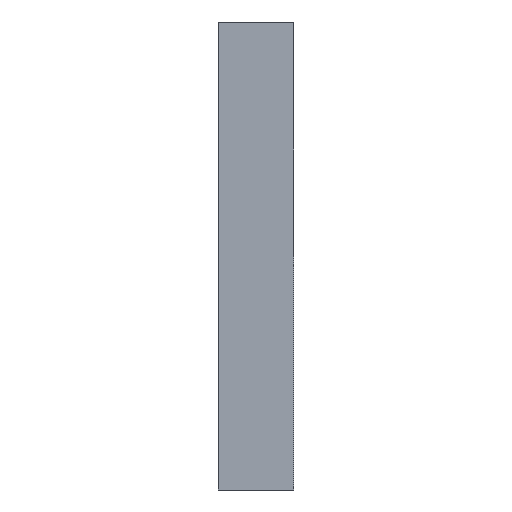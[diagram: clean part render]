
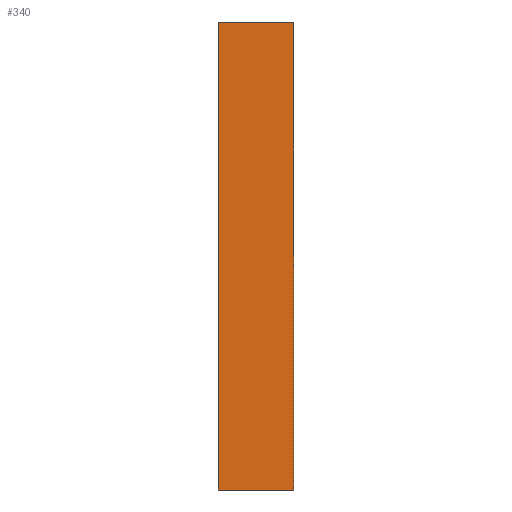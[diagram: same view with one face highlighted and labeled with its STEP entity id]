
A CAD part, left-side view. The second image highlights one B-rep face of the part: STEP entity #340.
In plain terms, the highlighted planar face has unit normal (-1, 0, 0).
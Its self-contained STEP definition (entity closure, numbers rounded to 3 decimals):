
#19 = AXIS2_PLACEMENT_3D ( 'NONE', #1189, #799, #153 ) ;
#52 = PLANE ( 'NONE',  #19 ) ;
#79 = ORIENTED_EDGE ( 'NONE', *, *, #843, .F. ) ;
#127 = CARTESIAN_POINT ( 'NONE',  ( 0., 0., 0. ) ) ;
#134 = EDGE_LOOP ( 'NONE', ( #838, #79, #334, #989 ) ) ;
#143 = DIRECTION ( 'NONE',  ( 0., 0., -1. ) ) ;
#153 = DIRECTION ( 'NONE',  ( 0., 0., 1. ) ) ;
#198 = VERTEX_POINT ( 'NONE', #323 ) ;
#201 = FACE_OUTER_BOUND ( 'NONE', #134, .T. ) ;
#236 = CARTESIAN_POINT ( 'NONE',  ( 0., 3.7, 0. ) ) ;
#244 = VERTEX_POINT ( 'NONE', #680 ) ;
#287 = VECTOR ( 'NONE', #420, 1000. ) ;
#320 = VECTOR ( 'NONE', #915, 1000. ) ;
#323 = CARTESIAN_POINT ( 'NONE',  ( 0., 0., 0. ) ) ;
#334 = ORIENTED_EDGE ( 'NONE', *, *, #768, .T. ) ;
#340 = ADVANCED_FACE ( 'NONE', ( #201 ), #52, .F. ) ;
#344 = EDGE_CURVE ( 'NONE', #658, #545, #936, .T. ) ;
#420 = DIRECTION ( 'NONE',  ( 0., 0., -1. ) ) ;
#537 = VECTOR ( 'NONE', #684, 1000. ) ;
#545 = VERTEX_POINT ( 'NONE', #827 ) ;
#550 = LINE ( 'NONE', #236, #537 ) ;
#646 = EDGE_CURVE ( 'NONE', #244, #545, #1210, .T. ) ;
#657 = CARTESIAN_POINT ( 'NONE',  ( 0., 3.7, -23. ) ) ;
#658 = VERTEX_POINT ( 'NONE', #1107 ) ;
#680 = CARTESIAN_POINT ( 'NONE',  ( 0., 0., -23. ) ) ;
#684 = DIRECTION ( 'NONE',  ( 0., 1., 0. ) ) ;
#701 = CARTESIAN_POINT ( 'NONE',  ( 0., 3.7, 0. ) ) ;
#765 = LINE ( 'NONE', #127, #287 ) ;
#768 = EDGE_CURVE ( 'NONE', #198, #658, #550, .T. ) ;
#799 = DIRECTION ( 'NONE',  ( 1., 0., 0. ) ) ;
#827 = CARTESIAN_POINT ( 'NONE',  ( 0., 3.7, -23. ) ) ;
#838 = ORIENTED_EDGE ( 'NONE', *, *, #646, .F. ) ;
#843 = EDGE_CURVE ( 'NONE', #198, #244, #765, .T. ) ;
#915 = DIRECTION ( 'NONE',  ( 0., 1., 0. ) ) ;
#936 = LINE ( 'NONE', #701, #1166 ) ;
#989 = ORIENTED_EDGE ( 'NONE', *, *, #344, .T. ) ;
#1107 = CARTESIAN_POINT ( 'NONE',  ( 0., 3.7, 0. ) ) ;
#1166 = VECTOR ( 'NONE', #143, 1000. ) ;
#1189 = CARTESIAN_POINT ( 'NONE',  ( 0., 3.7, 0. ) ) ;
#1210 = LINE ( 'NONE', #657, #320 ) ;
